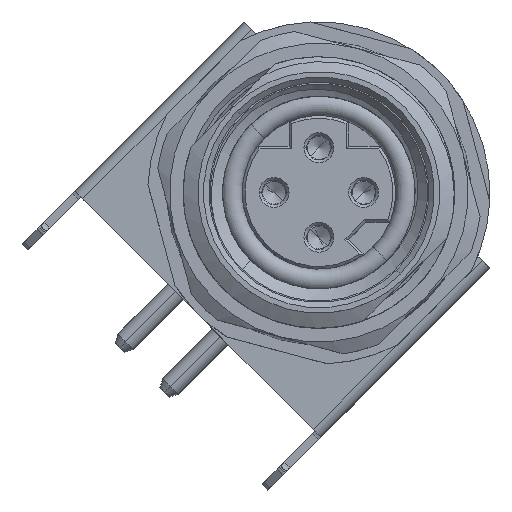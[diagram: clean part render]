
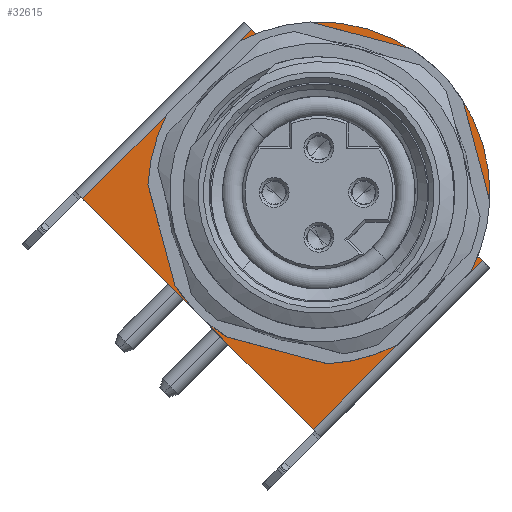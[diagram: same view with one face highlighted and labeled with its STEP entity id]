
A CAD part, top view. The second image highlights one B-rep face of the part: STEP entity #32615.
In plain terms, the highlighted planar face has unit normal (0, 0, 1).
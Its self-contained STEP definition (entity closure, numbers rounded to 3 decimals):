
#30966=DIRECTION('',(0.707,-0.707,0.));
#30967=VECTOR('',#30966,12.);
#30968=CARTESIAN_POINT('',(-8.697,-0.212,-5.8));
#30969=LINE('',#30968,#30967);
#31169=DIRECTION('',(-0.707,-0.707,0.));
#31170=VECTOR('',#31169,8.8);
#31171=CARTESIAN_POINT('',(6.01,-2.475,-5.8));
#31172=LINE('',#31171,#31170);
#31173=DIRECTION('',(0.707,0.707,0.));
#31174=VECTOR('',#31173,8.8);
#31175=CARTESIAN_POINT('',(-8.697,-0.212,-5.8));
#31176=LINE('',#31175,#31174);
#31177=DIRECTION('',(0.707,-0.707,0.));
#31178=VECTOR('',#31177,0.217);
#31179=CARTESIAN_POINT('',(-2.475,6.01,-5.8));
#31180=LINE('',#31179,#31178);
#31181=CARTESIAN_POINT('',(0.,0.,-5.8));
#31182=DIRECTION('',(0.,0.,-1.));
#31183=DIRECTION('',(-0.368,0.93,0.));
#31184=AXIS2_PLACEMENT_3D('',#31181,#31182,#31183);
#31186=DIRECTION('',(0.707,-0.707,0.));
#31187=VECTOR('',#31186,0.217);
#31188=CARTESIAN_POINT('',(5.857,-2.321,-5.8));
#31189=LINE('',#31188,#31187);
#31190=CARTESIAN_POINT('',(0.,0.,-5.8));
#31191=DIRECTION('',(0.,0.,-1.));
#31192=DIRECTION('',(-0.707,0.707,0.));
#31193=AXIS2_PLACEMENT_3D('',#31190,#31191,#31192);
#31195=CARTESIAN_POINT('',(0.,0.,-5.8));
#31196=DIRECTION('',(0.,0.,-1.));
#31197=DIRECTION('',(0.707,-0.707,0.));
#31198=AXIS2_PLACEMENT_3D('',#31195,#31196,#31197);
#32048=CARTESIAN_POINT('',(-2.321,5.857,-5.8));
#32050=VERTEX_POINT('',#32048);
#32052=CARTESIAN_POINT('',(5.857,-2.321,-5.8));
#32054=VERTEX_POINT('',#32052);
#32057=CARTESIAN_POINT('',(-0.212,-8.697,-5.8));
#32059=VERTEX_POINT('',#32057);
#32060=CARTESIAN_POINT('',(6.01,-2.475,-5.8));
#32061=VERTEX_POINT('',#32060);
#32065=CARTESIAN_POINT('',(-2.475,6.01,-5.8));
#32067=VERTEX_POINT('',#32065);
#32068=CARTESIAN_POINT('',(-8.697,-0.212,-5.8));
#32069=VERTEX_POINT('',#32068);
#32088=CARTESIAN_POINT('',(-3.642,3.642,-5.8));
#32089=CARTESIAN_POINT('',(3.642,-3.642,-5.8));
#32090=VERTEX_POINT('',#32088);
#32091=VERTEX_POINT('',#32089);
#32595=CARTESIAN_POINT('',(-2.758,6.293,-5.8));
#32596=DIRECTION('',(0.,0.,1.));
#32597=DIRECTION('',(-0.707,-0.707,0.));
#32598=AXIS2_PLACEMENT_3D('',#32595,#32596,#32597);
#32599=PLANE('',#32598);
#32600=ORIENTED_EDGE('',*,*,#32588,.T.);
#32601=ORIENTED_EDGE('',*,*,#32373,.F.);
#32602=ORIENTED_EDGE('',*,*,#32185,.T.);
#32603=ORIENTED_EDGE('',*,*,#32206,.T.);
#32605=ORIENTED_EDGE('',*,*,#32604,.T.);
#32606=ORIENTED_EDGE('',*,*,#32232,.T.);
#32607=EDGE_LOOP('',(#32600,#32601,#32602,#32603,#32605,#32606));
#32608=FACE_OUTER_BOUND('',#32607,.F.);
#32610=ORIENTED_EDGE('',*,*,#32609,.F.);
#32612=ORIENTED_EDGE('',*,*,#32611,.F.);
#32613=EDGE_LOOP('',(#32610,#32612));
#32614=FACE_BOUND('',#32613,.F.);
#31185=CIRCLE('',#31184,6.3);
#31194=CIRCLE('',#31193,5.15);
#31199=CIRCLE('',#31198,5.15);
#32185=EDGE_CURVE('',#32069,#32067,#31176,.T.);
#32206=EDGE_CURVE('',#32067,#32050,#31180,.T.);
#32232=EDGE_CURVE('',#32054,#32061,#31189,.T.);
#32373=EDGE_CURVE('',#32069,#32059,#30969,.T.);
#32588=EDGE_CURVE('',#32061,#32059,#31172,.T.);
#32604=EDGE_CURVE('',#32050,#32054,#31185,.T.);
#32609=EDGE_CURVE('',#32090,#32091,#31194,.T.);
#32611=EDGE_CURVE('',#32091,#32090,#31199,.T.);
#32615=ADVANCED_FACE('',(#32608,#32614),#32599,.T.);
